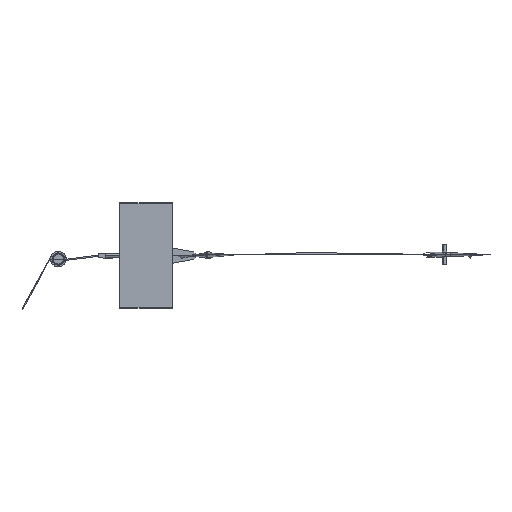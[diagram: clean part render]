
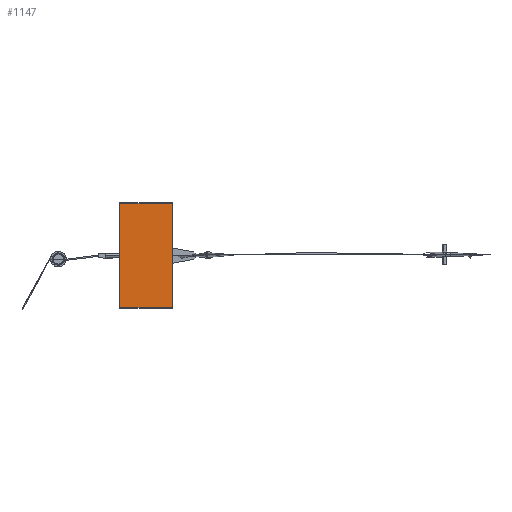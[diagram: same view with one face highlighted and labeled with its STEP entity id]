
A CAD part, top view. The second image highlights one B-rep face of the part: STEP entity #1147.
In plain terms, the highlighted free-form (B-spline) face has degree [2, 1] with [3, 2] control points.
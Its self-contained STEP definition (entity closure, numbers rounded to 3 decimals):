
#1147=ADVANCED_FACE('',(#1704),#7475,.T.);
#1704=FACE_OUTER_BOUND('',#2274,.T.);
#2274=EDGE_LOOP('',(#4461,#4462,#4463,#4464));
#4461=ORIENTED_EDGE('',*,*,#5629,.T.);
#4462=ORIENTED_EDGE('',*,*,#5598,.T.);
#4463=ORIENTED_EDGE('',*,*,#5630,.F.);
#4464=ORIENTED_EDGE('',*,*,#5627,.F.);
#5598=EDGE_CURVE('',#6888,#6891,#6263,.T.);
#5627=EDGE_CURVE('',#6910,#6911,#6292,.T.);
#5629=EDGE_CURVE('',#6910,#6888,#6294,.T.);
#5630=EDGE_CURVE('',#6911,#6891,#6295,.T.);
#6263=(
BOUNDED_CURVE()
B_SPLINE_CURVE(1,(#20692,#20693),.UNSPECIFIED.,.F.,.F.)
B_SPLINE_CURVE_WITH_KNOTS((2,2),(0.,150.),.UNSPECIFIED.)
CURVE()
GEOMETRIC_REPRESENTATION_ITEM()
RATIONAL_B_SPLINE_CURVE((1.,1.))
REPRESENTATION_ITEM('')
);
#6292=(
BOUNDED_CURVE()
B_SPLINE_CURVE(1,(#20773,#20774),.UNSPECIFIED.,.F.,.F.)
B_SPLINE_CURVE_WITH_KNOTS((2,2),(0.,150.),.UNSPECIFIED.)
CURVE()
GEOMETRIC_REPRESENTATION_ITEM()
RATIONAL_B_SPLINE_CURVE((1.,1.))
REPRESENTATION_ITEM('')
);
#6294=(
BOUNDED_CURVE()
B_SPLINE_CURVE(2,(#20778,#20779,#20780),.UNSPECIFIED.,.F.,.F.)
B_SPLINE_CURVE_WITH_KNOTS((3,3),(-509.828,-211.828),
 .UNSPECIFIED.)
CURVE()
GEOMETRIC_REPRESENTATION_ITEM()
RATIONAL_B_SPLINE_CURVE((1.,1.,1.))
REPRESENTATION_ITEM('')
);
#6295=(
BOUNDED_CURVE()
B_SPLINE_CURVE(2,(#20781,#20782,#20783),.UNSPECIFIED.,.F.,.F.)
B_SPLINE_CURVE_WITH_KNOTS((3,3),(-509.828,-211.828),
 .UNSPECIFIED.)
CURVE()
GEOMETRIC_REPRESENTATION_ITEM()
RATIONAL_B_SPLINE_CURVE((1.,1.,1.))
REPRESENTATION_ITEM('')
);
#6888=VERTEX_POINT('',#20644);
#6891=VERTEX_POINT('',#20647);
#6910=VERTEX_POINT('',#20666);
#6911=VERTEX_POINT('',#20667);
#7475=(
BOUNDED_SURFACE()
B_SPLINE_SURFACE(2,1,((#20552,#20553),(#20554,#20555),(#20556,#20557)),
 .UNSPECIFIED.,.F.,.F.,.F.)
B_SPLINE_SURFACE_WITH_KNOTS((3,3),(2,2),(-509.828,-211.828),
(0.,150.),.UNSPECIFIED.)
GEOMETRIC_REPRESENTATION_ITEM()
RATIONAL_B_SPLINE_SURFACE(((1.,1.),(1.,1.),(1.,1.)))
REPRESENTATION_ITEM('')
SURFACE()
);
#20552=CARTESIAN_POINT('',(60.021,317.868,73.501));
#20553=CARTESIAN_POINT('',(210.021,317.868,73.501));
#20554=CARTESIAN_POINT('',(60.021,168.868,73.501));
#20555=CARTESIAN_POINT('',(210.021,168.868,73.501));
#20556=CARTESIAN_POINT('',(60.021,19.868,73.501));
#20557=CARTESIAN_POINT('',(210.021,19.868,73.501));
#20644=CARTESIAN_POINT('',(60.021,19.868,73.501));
#20647=CARTESIAN_POINT('',(210.021,19.868,73.501));
#20666=CARTESIAN_POINT('',(60.021,317.868,73.501));
#20667=CARTESIAN_POINT('',(210.021,317.868,73.501));
#20692=CARTESIAN_POINT('',(60.021,19.868,73.501));
#20693=CARTESIAN_POINT('',(210.021,19.868,73.501));
#20773=CARTESIAN_POINT('',(60.021,317.868,73.501));
#20774=CARTESIAN_POINT('',(210.021,317.868,73.501));
#20778=CARTESIAN_POINT('',(60.021,317.868,73.501));
#20779=CARTESIAN_POINT('',(60.021,168.868,73.501));
#20780=CARTESIAN_POINT('',(60.021,19.868,73.501));
#20781=CARTESIAN_POINT('',(210.021,317.868,73.501));
#20782=CARTESIAN_POINT('',(210.021,168.868,73.501));
#20783=CARTESIAN_POINT('',(210.021,19.868,73.501));
